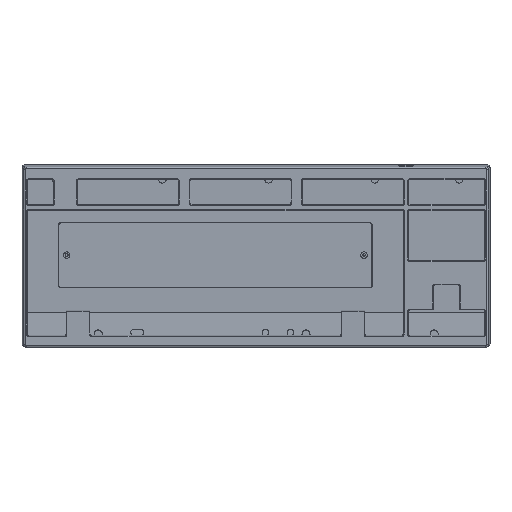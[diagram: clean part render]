
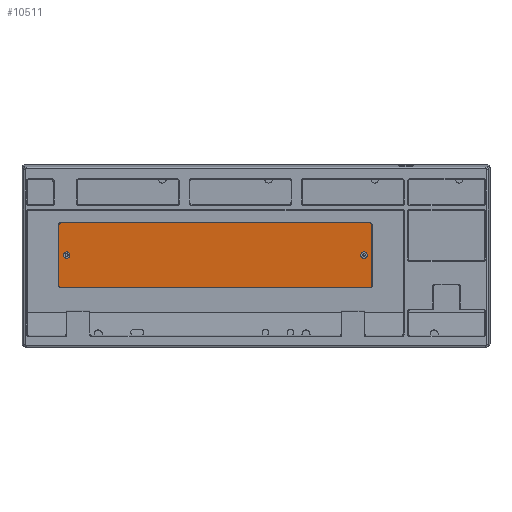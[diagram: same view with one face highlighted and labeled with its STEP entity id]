
A CAD part, top view. The second image highlights one B-rep face of the part: STEP entity #10511.
In plain terms, the highlighted planar face has unit normal (0, -0.079, 0.997).
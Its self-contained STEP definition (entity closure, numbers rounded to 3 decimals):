
#142=FACE_BOUND('',#3697,.T.);
#143=FACE_BOUND('',#3698,.T.);
#414=PLANE('',#11774);
#1291=LINE('',#18479,#2179);
#1297=LINE('',#18499,#2185);
#1300=LINE('',#18507,#2188);
#1302=LINE('',#18513,#2190);
#2179=VECTOR('',#15078,10.);
#2185=VECTOR('',#15098,10.);
#2188=VECTOR('',#15107,10.);
#2190=VECTOR('',#15115,10.);
#3064=FACE_OUTER_BOUND('',#3696,.T.);
#3696=EDGE_LOOP('',(#9914,#9915,#9916,#9917,#9918,#9919,#9920,#9921));
#3697=EDGE_LOOP('',(#9922));
#3698=EDGE_LOOP('',(#9923));
#4300=CIRCLE('',#11749,2.5);
#4303=CIRCLE('',#11754,2.5);
#4305=CIRCLE('',#11758,2.);
#4310=CIRCLE('',#11766,2.);
#4311=CIRCLE('',#11769,2.);
#4312=CIRCLE('',#11772,2.);
#5277=VERTEX_POINT('',#18448);
#5280=VERTEX_POINT('',#18458);
#5282=VERTEX_POINT('',#18466);
#5283=VERTEX_POINT('',#18467);
#5287=VERTEX_POINT('',#18477);
#5293=VERTEX_POINT('',#18493);
#5294=VERTEX_POINT('',#18497);
#5295=VERTEX_POINT('',#18501);
#5296=VERTEX_POINT('',#18505);
#5297=VERTEX_POINT('',#18509);
#6808=EDGE_CURVE('',#5277,#5277,#4300,.T.);
#6813=EDGE_CURVE('',#5280,#5280,#4303,.T.);
#6816=EDGE_CURVE('',#5282,#5283,#4305,.T.);
#6822=EDGE_CURVE('',#5282,#5287,#1291,.T.);
#6829=EDGE_CURVE('',#5293,#5287,#4310,.T.);
#6832=EDGE_CURVE('',#5293,#5294,#1297,.T.);
#6833=EDGE_CURVE('',#5295,#5294,#4311,.T.);
#6836=EDGE_CURVE('',#5295,#5296,#1300,.T.);
#6837=EDGE_CURVE('',#5297,#5296,#4312,.T.);
#6839=EDGE_CURVE('',#5297,#5283,#1302,.T.);
#9914=ORIENTED_EDGE('',*,*,#6816,.F.);
#9915=ORIENTED_EDGE('',*,*,#6822,.T.);
#9916=ORIENTED_EDGE('',*,*,#6829,.F.);
#9917=ORIENTED_EDGE('',*,*,#6832,.T.);
#9918=ORIENTED_EDGE('',*,*,#6833,.F.);
#9919=ORIENTED_EDGE('',*,*,#6836,.T.);
#9920=ORIENTED_EDGE('',*,*,#6837,.F.);
#9921=ORIENTED_EDGE('',*,*,#6839,.T.);
#9922=ORIENTED_EDGE('',*,*,#6808,.T.);
#9923=ORIENTED_EDGE('',*,*,#6813,.T.);
#10511=ADVANCED_FACE('',(#3064,#142,#143),#414,.T.);
#11749=AXIS2_PLACEMENT_3D('',#18450,#15047,#15048);
#11754=AXIS2_PLACEMENT_3D('',#18460,#15059,#15060);
#11758=AXIS2_PLACEMENT_3D('',#18468,#15068,#15069);
#11766=AXIS2_PLACEMENT_3D('',#18494,#15092,#15093);
#11769=AXIS2_PLACEMENT_3D('',#18502,#15101,#15102);
#11772=AXIS2_PLACEMENT_3D('',#18510,#15110,#15111);
#11774=AXIS2_PLACEMENT_3D('',#18514,#15116,#15117);
#15047=DIRECTION('center_axis',(0.,0.078,-0.997));
#15048=DIRECTION('ref_axis',(1.,0.,0.));
#15059=DIRECTION('center_axis',(0.,0.078,-0.997));
#15060=DIRECTION('ref_axis',(1.,0.,0.));
#15068=DIRECTION('center_axis',(0.,0.078,-0.997));
#15069=DIRECTION('ref_axis',(0.707,-0.705,-0.055));
#15078=DIRECTION('',(0.,0.997,0.078));
#15092=DIRECTION('center_axis',(0.,0.078,-0.997));
#15093=DIRECTION('ref_axis',(0.707,0.705,0.055));
#15098=DIRECTION('',(-1.,0.,0.));
#15101=DIRECTION('center_axis',(0.,0.078,-0.997));
#15102=DIRECTION('ref_axis',(-0.707,0.705,0.055));
#15107=DIRECTION('',(0.,-0.997,-0.078));
#15110=DIRECTION('center_axis',(0.,0.078,-0.997));
#15111=DIRECTION('ref_axis',(-0.707,-0.705,-0.055));
#15115=DIRECTION('',(1.,0.,0.));
#15116=DIRECTION('center_axis',(0.,-0.078,0.997));
#15117=DIRECTION('ref_axis',(1.,0.,0.));
#18448=CARTESIAN_POINT('',(-15.812,12.386,-4.521));
#18450=CARTESIAN_POINT('Origin',(-13.312,12.386,-4.521));
#18458=CARTESIAN_POINT('',(210.817,12.386,-4.521));
#18460=CARTESIAN_POINT('Origin',(213.317,12.386,-4.521));
#18466=CARTESIAN_POINT('',(219.317,-10.344,-6.31));
#18467=CARTESIAN_POINT('',(217.317,-12.337,-6.466));
#18468=CARTESIAN_POINT('Origin',(217.317,-10.344,-6.31));
#18477=CARTESIAN_POINT('',(219.317,35.116,-2.732));
#18479=CARTESIAN_POINT('',(219.317,-12.337,-6.466));
#18493=CARTESIAN_POINT('',(217.317,37.11,-2.575));
#18494=CARTESIAN_POINT('Origin',(217.317,35.116,-2.732));
#18497=CARTESIAN_POINT('',(-17.312,37.11,-2.575));
#18499=CARTESIAN_POINT('',(219.317,37.11,-2.575));
#18501=CARTESIAN_POINT('',(-19.312,35.116,-2.732));
#18502=CARTESIAN_POINT('Origin',(-17.312,35.116,-2.732));
#18505=CARTESIAN_POINT('',(-19.312,-10.344,-6.31));
#18507=CARTESIAN_POINT('',(-19.312,37.11,-2.575));
#18509=CARTESIAN_POINT('',(-17.312,-12.337,-6.466));
#18510=CARTESIAN_POINT('Origin',(-17.312,-10.344,-6.31));
#18513=CARTESIAN_POINT('',(-19.312,-12.337,-6.466));
#18514=CARTESIAN_POINT('Origin',(100.002,12.386,-4.521));
